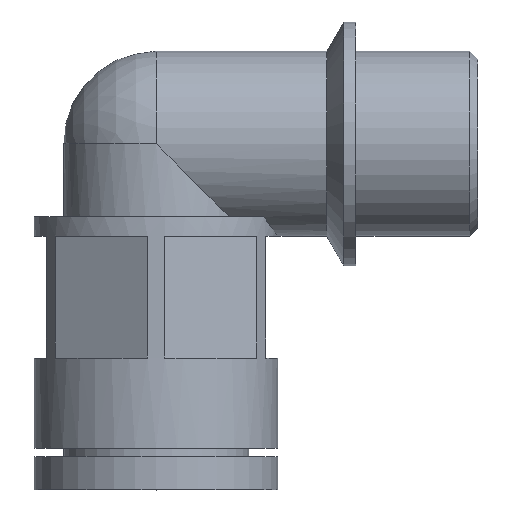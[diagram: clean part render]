
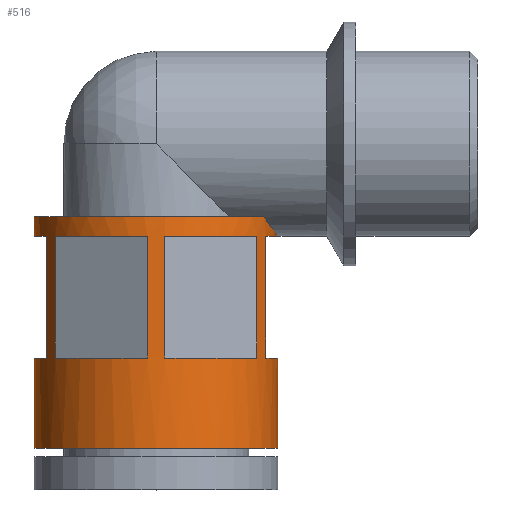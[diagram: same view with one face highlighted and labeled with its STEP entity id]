
A CAD part, top view. The second image highlights one B-rep face of the part: STEP entity #516.
In plain terms, the highlighted cylindrical face has radius 10 mm (diameter 20 mm), a full revolution.
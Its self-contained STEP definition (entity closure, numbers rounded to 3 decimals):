
#49=B_SPLINE_CURVE_WITH_KNOTS('',3,(#874,#875,#876,#877,#878),
 .UNSPECIFIED.,.F.,.F.,(4,1,4),(0.032,0.035,0.037),
 .UNSPECIFIED.);
#50=B_SPLINE_CURVE_WITH_KNOTS('',3,(#883,#884,#885,#886,#887),
 .UNSPECIFIED.,.F.,.F.,(4,1,4),(0.037,0.04,0.042),
 .UNSPECIFIED.);
#51=LINE('',#837,#77);
#52=LINE('',#841,#78);
#53=LINE('',#845,#79);
#54=LINE('',#849,#80);
#55=LINE('',#853,#81);
#56=LINE('',#857,#82);
#57=LINE('',#861,#83);
#58=LINE('',#865,#84);
#59=LINE('',#869,#85);
#60=LINE('',#873,#86);
#61=LINE('',#890,#87);
#62=LINE('',#894,#88);
#77=VECTOR('',#659,1000.);
#78=VECTOR('',#662,1000.);
#79=VECTOR('',#665,1000.);
#80=VECTOR('',#668,1000.);
#81=VECTOR('',#671,1000.);
#82=VECTOR('',#674,1000.);
#83=VECTOR('',#677,1000.);
#84=VECTOR('',#680,1000.);
#85=VECTOR('',#683,1000.);
#86=VECTOR('',#686,1000.);
#87=VECTOR('',#691,1000.);
#88=VECTOR('',#694,1000.);
#109=ORIENTED_EDGE('',*,*,#239,.F.);
#110=ORIENTED_EDGE('',*,*,#240,.F.);
#111=ORIENTED_EDGE('',*,*,#241,.T.);
#112=ORIENTED_EDGE('',*,*,#242,.T.);
#113=ORIENTED_EDGE('',*,*,#243,.T.);
#114=ORIENTED_EDGE('',*,*,#244,.F.);
#115=ORIENTED_EDGE('',*,*,#245,.T.);
#116=ORIENTED_EDGE('',*,*,#246,.T.);
#117=ORIENTED_EDGE('',*,*,#247,.T.);
#118=ORIENTED_EDGE('',*,*,#248,.F.);
#119=ORIENTED_EDGE('',*,*,#249,.T.);
#120=ORIENTED_EDGE('',*,*,#250,.T.);
#121=ORIENTED_EDGE('',*,*,#251,.T.);
#122=ORIENTED_EDGE('',*,*,#252,.F.);
#123=ORIENTED_EDGE('',*,*,#253,.T.);
#124=ORIENTED_EDGE('',*,*,#254,.T.);
#125=ORIENTED_EDGE('',*,*,#255,.T.);
#126=ORIENTED_EDGE('',*,*,#256,.F.);
#127=ORIENTED_EDGE('',*,*,#257,.T.);
#128=ORIENTED_EDGE('',*,*,#258,.T.);
#129=ORIENTED_EDGE('',*,*,#259,.T.);
#130=ORIENTED_EDGE('',*,*,#260,.F.);
#131=ORIENTED_EDGE('',*,*,#261,.T.);
#132=ORIENTED_EDGE('',*,*,#262,.F.);
#133=ORIENTED_EDGE('',*,*,#263,.T.);
#134=ORIENTED_EDGE('',*,*,#264,.T.);
#135=ORIENTED_EDGE('',*,*,#265,.F.);
#136=ORIENTED_EDGE('',*,*,#266,.T.);
#137=ORIENTED_EDGE('',*,*,#267,.T.);
#239=EDGE_CURVE('',#304,#304,#351,.T.);
#240=EDGE_CURVE('',#305,#306,#352,.T.);
#241=EDGE_CURVE('',#305,#307,#51,.F.);
#242=EDGE_CURVE('',#307,#308,#353,.T.);
#243=EDGE_CURVE('',#308,#306,#52,.T.);
#244=EDGE_CURVE('',#309,#310,#354,.T.);
#245=EDGE_CURVE('',#309,#311,#53,.F.);
#246=EDGE_CURVE('',#311,#312,#355,.T.);
#247=EDGE_CURVE('',#312,#310,#54,.T.);
#248=EDGE_CURVE('',#313,#314,#356,.T.);
#249=EDGE_CURVE('',#313,#315,#55,.F.);
#250=EDGE_CURVE('',#315,#316,#357,.T.);
#251=EDGE_CURVE('',#316,#314,#56,.T.);
#252=EDGE_CURVE('',#317,#318,#358,.T.);
#253=EDGE_CURVE('',#317,#319,#57,.F.);
#254=EDGE_CURVE('',#319,#320,#359,.T.);
#255=EDGE_CURVE('',#320,#318,#58,.T.);
#256=EDGE_CURVE('',#321,#322,#360,.T.);
#257=EDGE_CURVE('',#321,#323,#59,.F.);
#258=EDGE_CURVE('',#323,#324,#361,.T.);
#259=EDGE_CURVE('',#324,#322,#60,.T.);
#260=EDGE_CURVE('',#325,#326,#49,.T.);
#261=EDGE_CURVE('',#325,#327,#362,.T.);
#262=EDGE_CURVE('',#326,#327,#50,.T.);
#263=EDGE_CURVE('',#326,#328,#363,.T.);
#264=EDGE_CURVE('',#328,#329,#61,.T.);
#265=EDGE_CURVE('',#330,#329,#364,.T.);
#266=EDGE_CURVE('',#330,#331,#62,.F.);
#267=EDGE_CURVE('',#331,#326,#365,.T.);
#304=VERTEX_POINT('',#833);
#305=VERTEX_POINT('',#835);
#306=VERTEX_POINT('',#836);
#307=VERTEX_POINT('',#838);
#308=VERTEX_POINT('',#840);
#309=VERTEX_POINT('',#843);
#310=VERTEX_POINT('',#844);
#311=VERTEX_POINT('',#846);
#312=VERTEX_POINT('',#848);
#313=VERTEX_POINT('',#851);
#314=VERTEX_POINT('',#852);
#315=VERTEX_POINT('',#854);
#316=VERTEX_POINT('',#856);
#317=VERTEX_POINT('',#859);
#318=VERTEX_POINT('',#860);
#319=VERTEX_POINT('',#862);
#320=VERTEX_POINT('',#864);
#321=VERTEX_POINT('',#867);
#322=VERTEX_POINT('',#868);
#323=VERTEX_POINT('',#870);
#324=VERTEX_POINT('',#872);
#325=VERTEX_POINT('',#879);
#326=VERTEX_POINT('',#880);
#327=VERTEX_POINT('',#882);
#328=VERTEX_POINT('',#889);
#329=VERTEX_POINT('',#891);
#330=VERTEX_POINT('',#893);
#331=VERTEX_POINT('',#895);
#351=CIRCLE('',#572,10.);
#352=CIRCLE('',#573,10.);
#353=CIRCLE('',#574,10.);
#354=CIRCLE('',#575,10.);
#355=CIRCLE('',#576,10.);
#356=CIRCLE('',#577,10.);
#357=CIRCLE('',#578,10.);
#358=CIRCLE('',#579,10.);
#359=CIRCLE('',#580,10.);
#360=CIRCLE('',#581,10.);
#361=CIRCLE('',#582,10.);
#362=CIRCLE('',#583,10.);
#363=CIRCLE('',#584,10.);
#364=CIRCLE('',#585,10.);
#365=CIRCLE('',#586,10.);
#385=EDGE_LOOP('',(#109));
#386=EDGE_LOOP('',(#110,#111,#112,#113));
#387=EDGE_LOOP('',(#114,#115,#116,#117));
#388=EDGE_LOOP('',(#118,#119,#120,#121));
#389=EDGE_LOOP('',(#122,#123,#124,#125));
#390=EDGE_LOOP('',(#126,#127,#128,#129));
#391=EDGE_LOOP('',(#130,#131,#132,#133,#134,#135,#136,#137));
#446=FACE_BOUND('',#385,.T.);
#447=FACE_BOUND('',#386,.T.);
#448=FACE_BOUND('',#387,.T.);
#449=FACE_BOUND('',#388,.T.);
#450=FACE_BOUND('',#389,.T.);
#451=FACE_BOUND('',#390,.T.);
#452=FACE_BOUND('',#391,.T.);
#506=CYLINDRICAL_SURFACE('',#571,10.);
#516=ADVANCED_FACE('',(#446,#447,#448,#449,#450,#451,#452),#506,.T.);
#571=AXIS2_PLACEMENT_3D('',#831,#653,#654);
#572=AXIS2_PLACEMENT_3D('',#832,#655,#656);
#573=AXIS2_PLACEMENT_3D('',#834,#657,#658);
#574=AXIS2_PLACEMENT_3D('',#839,#660,#661);
#575=AXIS2_PLACEMENT_3D('',#842,#663,#664);
#576=AXIS2_PLACEMENT_3D('',#847,#666,#667);
#577=AXIS2_PLACEMENT_3D('',#850,#669,#670);
#578=AXIS2_PLACEMENT_3D('',#855,#672,#673);
#579=AXIS2_PLACEMENT_3D('',#858,#675,#676);
#580=AXIS2_PLACEMENT_3D('',#863,#678,#679);
#581=AXIS2_PLACEMENT_3D('',#866,#681,#682);
#582=AXIS2_PLACEMENT_3D('',#871,#684,#685);
#583=AXIS2_PLACEMENT_3D('',#881,#687,#688);
#584=AXIS2_PLACEMENT_3D('',#888,#689,#690);
#585=AXIS2_PLACEMENT_3D('',#892,#692,#693);
#586=AXIS2_PLACEMENT_3D('',#896,#695,#696);
#653=DIRECTION('',(0.,-1.,0.));
#654=DIRECTION('',(0.,0.,-1.));
#655=DIRECTION('',(0.,-1.,0.));
#656=DIRECTION('',(0.,0.,-1.));
#657=DIRECTION('',(0.,1.,0.));
#658=DIRECTION('',(0.,0.,1.));
#659=DIRECTION('',(0.,-1.,0.));
#660=DIRECTION('',(0.,1.,0.));
#661=DIRECTION('',(0.,0.,1.));
#662=DIRECTION('',(0.,-1.,0.));
#663=DIRECTION('',(0.,1.,0.));
#664=DIRECTION('',(0.,0.,1.));
#665=DIRECTION('',(0.,-1.,0.));
#666=DIRECTION('',(0.,1.,0.));
#667=DIRECTION('',(0.,0.,1.));
#668=DIRECTION('',(0.,-1.,0.));
#669=DIRECTION('',(0.,1.,0.));
#670=DIRECTION('',(0.,0.,1.));
#671=DIRECTION('',(0.,-1.,0.));
#672=DIRECTION('',(0.,1.,0.));
#673=DIRECTION('',(0.,0.,1.));
#674=DIRECTION('',(0.,-1.,0.));
#675=DIRECTION('',(0.,1.,0.));
#676=DIRECTION('',(0.,0.,1.));
#677=DIRECTION('',(0.,-1.,0.));
#678=DIRECTION('',(0.,1.,0.));
#679=DIRECTION('',(0.,0.,1.));
#680=DIRECTION('',(0.,-1.,0.));
#681=DIRECTION('',(0.,1.,0.));
#682=DIRECTION('',(0.,0.,1.));
#683=DIRECTION('',(0.,-1.,0.));
#684=DIRECTION('',(0.,1.,0.));
#685=DIRECTION('',(0.,0.,1.));
#686=DIRECTION('',(0.,-1.,0.));
#687=DIRECTION('',(0.,-1.,0.));
#688=DIRECTION('',(0.,0.,-1.));
#689=DIRECTION('',(0.,1.,0.));
#690=DIRECTION('',(0.,0.,1.));
#691=DIRECTION('',(0.,-1.,0.));
#692=DIRECTION('',(0.,1.,0.));
#693=DIRECTION('',(0.,0.,1.));
#694=DIRECTION('',(0.,-1.,0.));
#695=DIRECTION('',(0.,1.,0.));
#696=DIRECTION('',(0.,0.,1.));
#831=CARTESIAN_POINT('',(0.,0.,0.));
#832=CARTESIAN_POINT('',(0.,3.4,0.));
#833=CARTESIAN_POINT('',(0.,3.4,-10.));
#834=CARTESIAN_POINT('',(0.,10.8,0.));
#835=CARTESIAN_POINT('',(8.275,10.8,-5.615));
#836=CARTESIAN_POINT('',(0.725,10.8,-9.974));
#837=CARTESIAN_POINT('',(8.275,0.,-5.615));
#838=CARTESIAN_POINT('',(8.275,20.8,-5.615));
#839=CARTESIAN_POINT('',(0.,20.8,0.));
#840=CARTESIAN_POINT('',(0.725,20.8,-9.974));
#841=CARTESIAN_POINT('',(0.725,0.,-9.974));
#842=CARTESIAN_POINT('',(0.,10.8,0.));
#843=CARTESIAN_POINT('',(-9.,10.8,-4.359));
#844=CARTESIAN_POINT('',(-9.,10.8,4.359));
#845=CARTESIAN_POINT('',(-9.,0.,-4.359));
#846=CARTESIAN_POINT('',(-9.,20.8,-4.359));
#847=CARTESIAN_POINT('',(0.,20.8,0.));
#848=CARTESIAN_POINT('',(-9.,20.8,4.359));
#849=CARTESIAN_POINT('',(-9.,0.,4.359));
#850=CARTESIAN_POINT('',(0.,10.8,0.));
#851=CARTESIAN_POINT('',(-8.275,10.8,5.615));
#852=CARTESIAN_POINT('',(-0.725,10.8,9.974));
#853=CARTESIAN_POINT('',(-8.275,0.,5.615));
#854=CARTESIAN_POINT('',(-8.275,20.8,5.615));
#855=CARTESIAN_POINT('',(0.,20.8,0.));
#856=CARTESIAN_POINT('',(-0.725,20.8,9.974));
#857=CARTESIAN_POINT('',(-0.725,0.,9.974));
#858=CARTESIAN_POINT('',(0.,10.8,0.));
#859=CARTESIAN_POINT('',(-0.725,10.8,-9.974));
#860=CARTESIAN_POINT('',(-8.275,10.8,-5.615));
#861=CARTESIAN_POINT('',(-0.725,0.,-9.974));
#862=CARTESIAN_POINT('',(-0.725,20.8,-9.974));
#863=CARTESIAN_POINT('',(0.,20.8,0.));
#864=CARTESIAN_POINT('',(-8.275,20.8,-5.615));
#865=CARTESIAN_POINT('',(-8.275,0.,-5.615));
#866=CARTESIAN_POINT('',(0.,10.8,0.));
#867=CARTESIAN_POINT('',(0.725,10.8,9.974));
#868=CARTESIAN_POINT('',(8.275,10.8,5.615));
#869=CARTESIAN_POINT('',(0.725,0.,9.974));
#870=CARTESIAN_POINT('',(0.725,20.8,9.974));
#871=CARTESIAN_POINT('',(0.,20.8,0.));
#872=CARTESIAN_POINT('',(8.275,20.8,5.615));
#873=CARTESIAN_POINT('',(8.275,0.,5.615));
#874=CARTESIAN_POINT('',(8.845,22.4,4.665));
#875=CARTESIAN_POINT('',(9.18,21.907,4.031));
#876=CARTESIAN_POINT('',(9.764,21.107,2.595));
#877=CARTESIAN_POINT('',(10.,20.8,0.863));
#878=CARTESIAN_POINT('',(10.,20.8,0.));
#879=CARTESIAN_POINT('',(8.845,22.4,4.665));
#880=CARTESIAN_POINT('',(10.,20.8,0.));
#881=CARTESIAN_POINT('',(0.,22.4,0.));
#882=CARTESIAN_POINT('',(8.845,22.4,-4.665));
#883=CARTESIAN_POINT('',(10.,20.8,0.));
#884=CARTESIAN_POINT('',(10.,20.8,-0.862));
#885=CARTESIAN_POINT('',(9.767,21.103,-2.587));
#886=CARTESIAN_POINT('',(9.178,21.91,-4.035));
#887=CARTESIAN_POINT('',(8.845,22.4,-4.665));
#888=CARTESIAN_POINT('',(0.,20.8,0.));
#889=CARTESIAN_POINT('',(9.,20.8,-4.359));
#890=CARTESIAN_POINT('',(9.,0.,-4.359));
#891=CARTESIAN_POINT('',(9.,10.8,-4.359));
#892=CARTESIAN_POINT('',(0.,10.8,0.));
#893=CARTESIAN_POINT('',(9.,10.8,4.359));
#894=CARTESIAN_POINT('',(9.,0.,4.359));
#895=CARTESIAN_POINT('',(9.,20.8,4.359));
#896=CARTESIAN_POINT('',(0.,20.8,0.));
